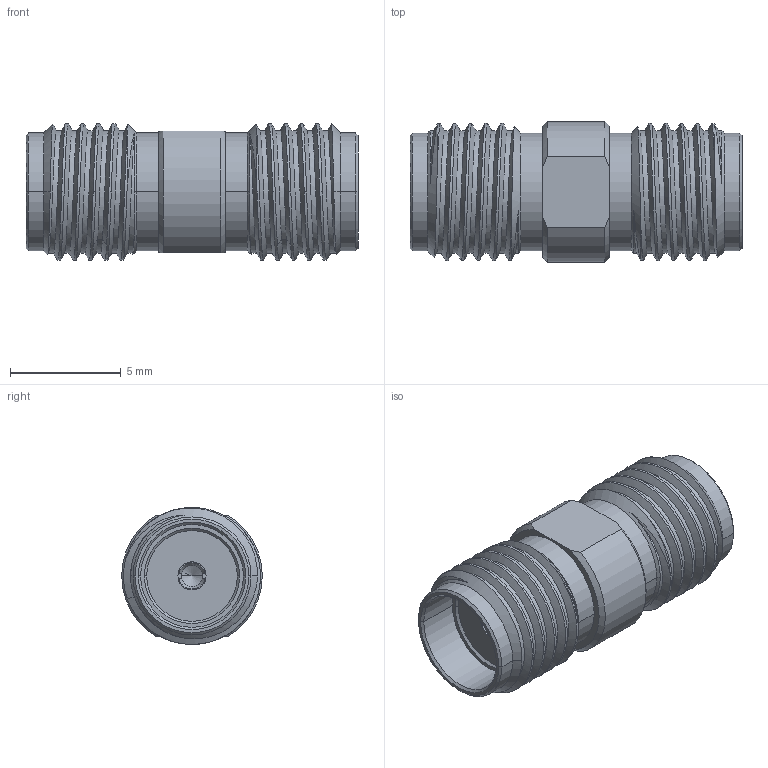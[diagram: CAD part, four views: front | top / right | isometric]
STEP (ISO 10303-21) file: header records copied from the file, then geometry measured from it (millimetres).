
FILE_DESCRIPTION((''),'2;1');
FILE_NAME('132169','2020-08-20T11:54:05',('Kaviyarasan'),(''),'CREO PARAMETRIC BY PTC INC, 2019444','CREO PARAMETRIC BY PTC INC, 2019444','');
FILE_SCHEMA(('CONFIG_CONTROL_DESIGN'));
Length unit declared in the file: millimetre
Products named in the file (1): 132169
Bounding box: 15 x 6.35 x 6.18 mm (x, y, z)
Volume: 316.2 mm3; surface area: 482.4 mm2
Topology: 1 solids, 1 shells, 114 faces, 288 edges, 180 vertices
Faces by surface type: cylinder 40, cone 32, plane 26, bspline 16
Entity records: 8506 total; most frequent: CARTESIAN_POINT 5872, ORIENTED_EDGE 568, DIRECTION 498, EDGE_CURVE 284, AXIS2_PLACEMENT_3D 196, VERTEX_POINT 180, EDGE_LOOP 122, FACE_OUTER_BOUND 114
